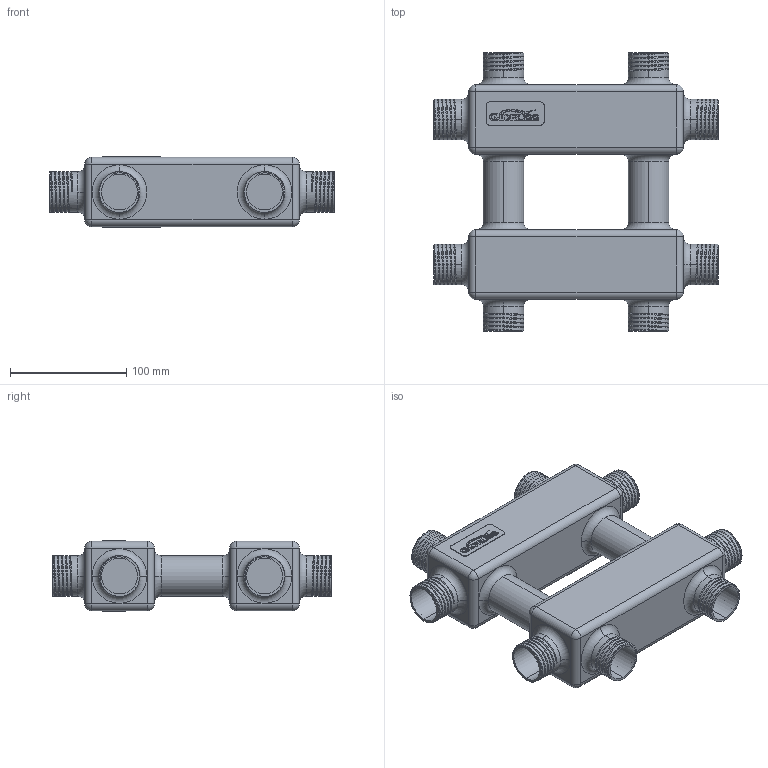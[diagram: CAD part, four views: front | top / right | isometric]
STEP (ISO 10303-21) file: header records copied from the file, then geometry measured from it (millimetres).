
FILE_DESCRIPTION (( 'STEP AP214' ), '1' );
FILE_NAME ('MK[SS]-60-3DU.17.STEP', '2017-02-28T12:18:22', ( '' ), ( '' ), 'SwSTEP 2.0', 'SolidWorks 2015', '' );
FILE_SCHEMA (( 'AUTOMOTIVE_DESIGN' ));
Length unit declared in the file: millimetre
Products named in the file (1): MK[SS]-60-3DU.17
Bounding box: 245 x 240 x 61 mm (x, y, z)
Volume: 1397718.6 mm3; surface area: 172574.8 mm2
Topology: 1 solids, 3 shells, 772 faces, 2132 edges, 1392 vertices
Faces by surface type: bspline 360, plane 216, cylinder 156, torus 24, sphere 16
Entity records: 33542 total; most frequent: CARTESIAN_POINT 16381, ORIENTED_EDGE 4232, DIRECTION 2242, EDGE_CURVE 2116, VERTEX_POINT 1392, VECTOR 984, LINE 984, EDGE_LOOP 816
